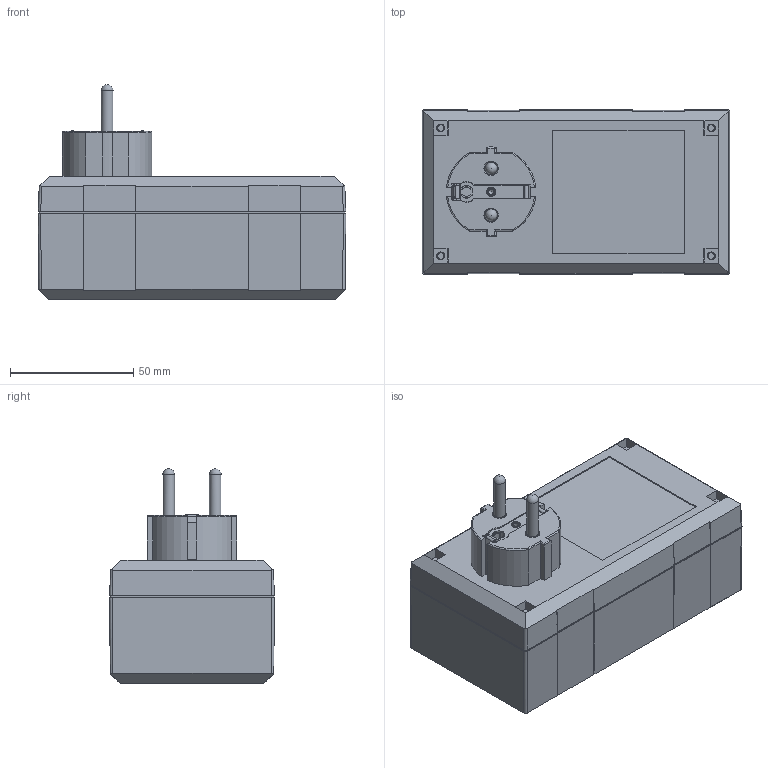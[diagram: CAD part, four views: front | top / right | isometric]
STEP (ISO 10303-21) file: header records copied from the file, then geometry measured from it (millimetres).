
FILE_DESCRIPTION(/* description */ (''),/* implementation_level */ '2;1');
FILE_NAME(/* name */ '2803752_3D.stp',/* time_stamp */ '2022-02-15T12:57:48+01:00',/* author */ ('haertel'),/* organization */ (''),/* preprocessor_version */ 'ST-DEVELOPER v18.1',/* originating_system */ 'Autodesk Inventor 2022',/* authorisation */ '');
FILE_SCHEMA (('AUTOMOTIVE_DESIGN { 1 0 10303 214 3 1 1 }'));
Products named in the file (9): 2803752_3D; 2803752_UT_3D; 2803752_UT_3D_1; 1004008_3DSYM; 1008913_3DSYM; 1002705_3DSYM; 2803752_OT_3D; 1002478_3Dsym; Steckersockel_2022
Assembly tree (9 placements, depth 3):
  2803752_3D
    2803752_UT_3D
      2803752_UT_3D_1
      1004008_3DSYM
      1008913_3DSYM
      1002705_3DSYM  x2
    2803752_OT_3D
      1002478_3Dsym
      Steckersockel_2022
Bounding box: 125 x 67 x 87.2 mm (x, y, z)
Volume: 127520.6 mm3; surface area: 102770.5 mm2
Topology: 12 solids, 12 shells, 2739 faces, 7220 edges, 4485 vertices
Faces by surface type: plane 1653, cylinder 650, bspline 192, torus 106, cone 76, sphere 62
Full cylindrical faces by diameter (mm): 1.2 x2, 2.2 x1, 2.4 x6, 2.6 x4, 3 x31, 3.01 x1, 3.1 x1, 3.2 x14, 3.3 x1, 3.5 x6, 3.6 x3, 3.7 x3, 3.8 x1, 4 x1, 4.1 x1, 4.4 x1, 4.5 x3, 4.7 x3, 4.8 x4, 5.2 x1, 5.5 x6, 5.7 x5, 6 x6, 7 x3, 7.7 x2, 39 x1
Entity records: 85893 total; most frequent: CARTESIAN_POINT 24201, ORIENTED_EDGE 12844, DIRECTION 12316, EDGE_CURVE 6422, AXIS2_PLACEMENT_3D 4111, LINE 4094, VECTOR 4094, VERTEX_POINT 4016
